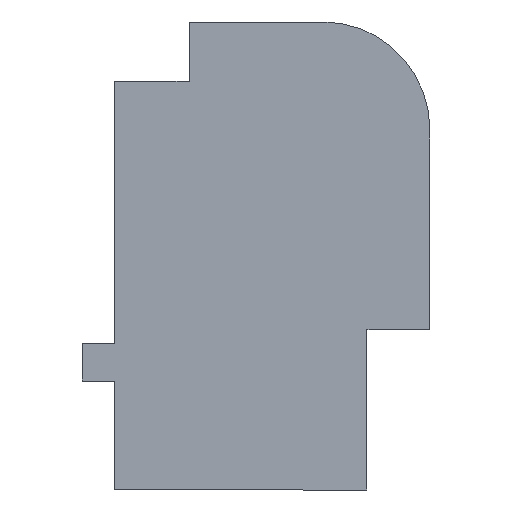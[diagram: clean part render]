
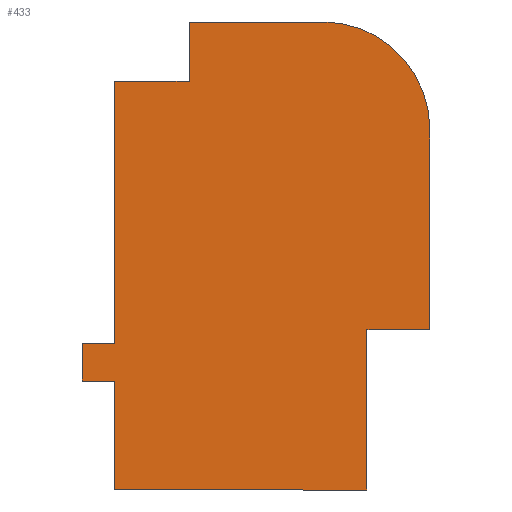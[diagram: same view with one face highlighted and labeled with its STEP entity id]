
A CAD part, front view. The second image highlights one B-rep face of the part: STEP entity #433.
In plain terms, the highlighted planar face has unit normal (0, -1, 0).
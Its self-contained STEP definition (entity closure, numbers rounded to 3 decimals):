
#52=FACE_OUTER_BOUND('',#83,.T.);
#83=EDGE_LOOP('',(#379,#380,#381,#382,#383,#384,#385,#386,#387,#388,#389,
#390,#391));
#95=CIRCLE('',#482,8.);
#103=LINE('',#669,#146);
#107=LINE('',#677,#150);
#110=LINE('',#683,#153);
#113=LINE('',#689,#156);
#117=LINE('',#701,#160);
#120=LINE('',#707,#163);
#123=LINE('',#713,#166);
#126=LINE('',#719,#169);
#129=LINE('',#725,#172);
#132=LINE('',#731,#175);
#135=LINE('',#737,#178);
#138=LINE('',#742,#181);
#146=VECTOR('',#544,10.);
#150=VECTOR('',#550,10.);
#153=VECTOR('',#555,10.);
#156=VECTOR('',#560,10.);
#160=VECTOR('',#572,10.);
#163=VECTOR('',#577,10.);
#166=VECTOR('',#582,10.);
#169=VECTOR('',#587,10.);
#172=VECTOR('',#592,10.);
#175=VECTOR('',#597,10.);
#178=VECTOR('',#602,10.);
#181=VECTOR('',#607,10.);
#195=VERTEX_POINT('',#667);
#196=VERTEX_POINT('',#668);
#199=VERTEX_POINT('',#676);
#201=VERTEX_POINT('',#682);
#203=VERTEX_POINT('',#688);
#205=VERTEX_POINT('',#694);
#207=VERTEX_POINT('',#700);
#209=VERTEX_POINT('',#706);
#211=VERTEX_POINT('',#712);
#213=VERTEX_POINT('',#718);
#215=VERTEX_POINT('',#724);
#217=VERTEX_POINT('',#730);
#219=VERTEX_POINT('',#736);
#239=EDGE_CURVE('',#195,#196,#103,.T.);
#243=EDGE_CURVE('',#199,#195,#107,.T.);
#246=EDGE_CURVE('',#201,#199,#110,.T.);
#249=EDGE_CURVE('',#203,#201,#113,.T.);
#252=EDGE_CURVE('',#205,#203,#95,.T.);
#255=EDGE_CURVE('',#207,#205,#117,.T.);
#258=EDGE_CURVE('',#209,#207,#120,.T.);
#261=EDGE_CURVE('',#211,#209,#123,.T.);
#264=EDGE_CURVE('',#213,#211,#126,.T.);
#267=EDGE_CURVE('',#215,#213,#129,.T.);
#270=EDGE_CURVE('',#217,#215,#132,.T.);
#273=EDGE_CURVE('',#219,#217,#135,.T.);
#276=EDGE_CURVE('',#196,#219,#138,.T.);
#379=ORIENTED_EDGE('',*,*,#276,.F.);
#380=ORIENTED_EDGE('',*,*,#239,.F.);
#381=ORIENTED_EDGE('',*,*,#243,.F.);
#382=ORIENTED_EDGE('',*,*,#246,.F.);
#383=ORIENTED_EDGE('',*,*,#249,.F.);
#384=ORIENTED_EDGE('',*,*,#252,.F.);
#385=ORIENTED_EDGE('',*,*,#255,.F.);
#386=ORIENTED_EDGE('',*,*,#258,.F.);
#387=ORIENTED_EDGE('',*,*,#261,.F.);
#388=ORIENTED_EDGE('',*,*,#264,.F.);
#389=ORIENTED_EDGE('',*,*,#267,.F.);
#390=ORIENTED_EDGE('',*,*,#270,.F.);
#391=ORIENTED_EDGE('',*,*,#273,.F.);
#409=PLANE('',#493);
#433=ADVANCED_FACE('',(#52),#409,.F.);
#482=AXIS2_PLACEMENT_3D('',#695,#565,#566);
#493=AXIS2_PLACEMENT_3D('',#745,#611,#612);
#544=DIRECTION('',(-1.,0.,0.));
#550=DIRECTION('',(0.,0.,-1.));
#555=DIRECTION('',(-1.,0.,0.));
#560=DIRECTION('',(0.,0.,-1.));
#565=DIRECTION('center_axis',(0.,1.,0.));
#566=DIRECTION('ref_axis',(0.,0.,1.));
#572=DIRECTION('',(1.,0.,0.));
#577=DIRECTION('',(0.,0.,1.));
#582=DIRECTION('',(1.,0.,0.));
#587=DIRECTION('',(0.,0.,1.));
#592=DIRECTION('',(1.,0.,0.));
#597=DIRECTION('',(0.,0.,1.));
#602=DIRECTION('',(-1.,0.,0.));
#607=DIRECTION('',(0.,0.,1.));
#611=DIRECTION('center_axis',(0.,1.,0.));
#612=DIRECTION('ref_axis',(0.,0.,1.));
#667=CARTESIAN_POINT('',(-5.701,0.,-1.623));
#668=CARTESIAN_POINT('',(-24.601,0.,-1.623));
#669=CARTESIAN_POINT('',(-1.001,0.,-1.623));
#676=CARTESIAN_POINT('',(-5.701,0.,10.377));
#677=CARTESIAN_POINT('',(-5.701,0.,10.377));
#682=CARTESIAN_POINT('',(-1.001,0.,10.377));
#683=CARTESIAN_POINT('',(-1.001,0.,10.377));
#688=CARTESIAN_POINT('',(-1.001,0.,25.377));
#689=CARTESIAN_POINT('',(-1.001,0.,25.377));
#694=CARTESIAN_POINT('',(-9.001,0.,33.377));
#695=CARTESIAN_POINT('Origin',(-9.001,0.,25.377));
#700=CARTESIAN_POINT('',(-19.001,0.,33.377));
#701=CARTESIAN_POINT('',(-21.001,0.,33.377));
#706=CARTESIAN_POINT('',(-19.001,0.,28.947));
#707=CARTESIAN_POINT('',(-19.001,0.,28.947));
#712=CARTESIAN_POINT('',(-24.601,0.,28.947));
#713=CARTESIAN_POINT('',(-24.601,0.,28.947));
#718=CARTESIAN_POINT('',(-24.601,0.,9.327));
#719=CARTESIAN_POINT('',(-24.601,0.,-1.623));
#724=CARTESIAN_POINT('',(-27.001,0.,9.327));
#725=CARTESIAN_POINT('',(-27.001,0.,9.327));
#730=CARTESIAN_POINT('',(-27.001,0.,6.527));
#731=CARTESIAN_POINT('',(-27.001,0.,6.527));
#736=CARTESIAN_POINT('',(-24.601,0.,6.527));
#737=CARTESIAN_POINT('',(-24.601,0.,6.527));
#742=CARTESIAN_POINT('',(-24.601,0.,-1.623));
#745=CARTESIAN_POINT('Origin',(-14.001,0.,15.877));
